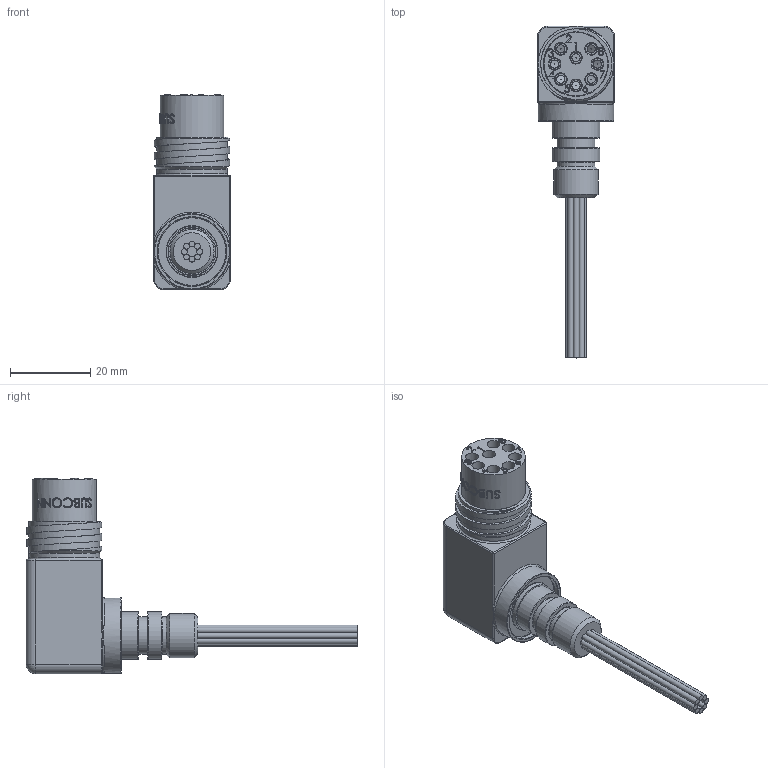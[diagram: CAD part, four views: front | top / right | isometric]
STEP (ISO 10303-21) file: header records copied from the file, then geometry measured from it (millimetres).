
FILE_DESCRIPTION(/* description */ (''),/* implementation_level */ '2;1');
FILE_NAME(/* name */ 'MCBHRA8FAS 2 O-ring.stp',/* time_stamp */ '2022-07-13T08:48:28+02:00',/* author */ ('sh'),/* organization */ (''),/* preprocessor_version */ 'ST-DEVELOPER v17',/* originating_system */ 'Autodesk Inventor 2019',/* authorisation */ '');
FILE_SCHEMA (('AUTOMOTIVE_DESIGN { 1 0 10303 214 3 1 1 }'));
Length unit declared in the file: millimetre
Products named in the file (1): MCBHRA8FAS 2 O-ring
Bounding box: 19.05 x 82.85 x 48.79 mm (x, y, z)
Volume: 17590.1 mm3; surface area: 8248.1 mm2
Topology: 1 solids, 10 shells, 663 faces, 1886 edges, 1285 vertices
Faces by surface type: plane 266, bspline 124, cylinder 115, torus 107, cone 47, sphere 4
Full cylindrical faces by diameter (mm): 1.448 x8, 2.037 x8, 2.057 x8, 2.743 x8, 3.175 x40, 7.239 x1, 9.398 x2, 11.024 x1, 11.938 x2, 12.7 x1, 15.875 x2, 17.145 x1, 17.628 x2, 18.847 x2, 18.923 x1
Entity records: 33946 total; most frequent: CARTESIAN_POINT 15957, ORIENTED_EDGE 3764, DIRECTION 3515, EDGE_CURVE 1882, AXIS2_PLACEMENT_3D 1411, VERTEX_POINT 1285, CIRCLE 807, EDGE_LOOP 727
